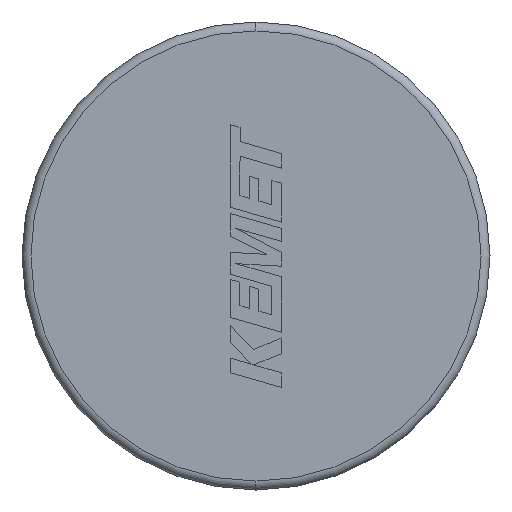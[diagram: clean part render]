
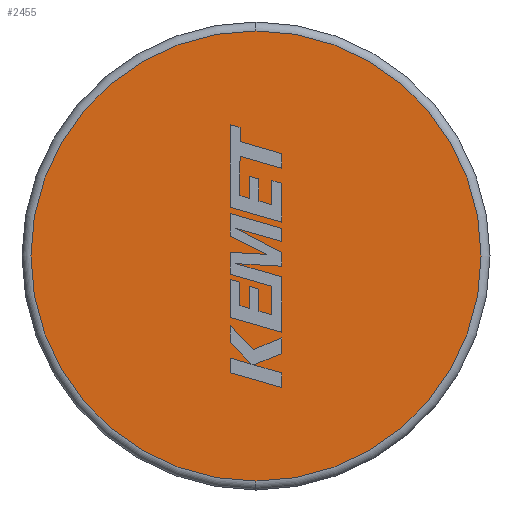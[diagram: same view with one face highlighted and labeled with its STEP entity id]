
A CAD part, left-side view. The second image highlights one B-rep face of the part: STEP entity #2455.
In plain terms, the highlighted planar face has unit normal (-1, 0, 0).
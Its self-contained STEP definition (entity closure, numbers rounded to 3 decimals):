
#169 = EDGE_LOOP ( 'NONE', ( #228, #2107 ) ) ;
#228 = ORIENTED_EDGE ( 'NONE', *, *, #1318, .T. ) ;
#229 = FACE_OUTER_BOUND ( 'NONE', #169, .T. ) ;
#243 = PLANE ( 'NONE',  #2223 ) ;
#284 = CIRCLE ( 'NONE', #1390, 5.05 ) ;
#506 = CARTESIAN_POINT ( 'NONE',  ( 0., 0., 0. ) ) ;
#669 = VERTEX_POINT ( 'NONE', #3234 ) ;
#783 = DIRECTION ( 'NONE',  ( -1., 0., 0. ) ) ;
#1045 = DIRECTION ( 'NONE',  ( 0., 0., -1. ) ) ;
#1223 = CIRCLE ( 'NONE', #2573, 5.05 ) ;
#1244 = DIRECTION ( 'NONE',  ( 0., 0., -1. ) ) ;
#1318 = EDGE_CURVE ( 'NONE', #669, #3309, #1223, .T. ) ;
#1390 = AXIS2_PLACEMENT_3D ( 'NONE', #506, #783, #3164 ) ;
#2075 = DIRECTION ( 'NONE',  ( 1., 0., 0. ) ) ;
#2107 = ORIENTED_EDGE ( 'NONE', *, *, #3140, .T. ) ;
#2125 = CARTESIAN_POINT ( 'NONE',  ( 0., 0., 0. ) ) ;
#2223 = AXIS2_PLACEMENT_3D ( 'NONE', #2125, #2075, #1045 ) ;
#2455 = ADVANCED_FACE ( 'NONE', ( #229 ), #243, .F. ) ;
#2573 = AXIS2_PLACEMENT_3D ( 'NONE', #2827, #3315, #1244 ) ;
#2827 = CARTESIAN_POINT ( 'NONE',  ( 0., 0., 0. ) ) ;
#3140 = EDGE_CURVE ( 'NONE', #3309, #669, #284, .T. ) ;
#3164 = DIRECTION ( 'NONE',  ( 0., 0., -1. ) ) ;
#3234 = CARTESIAN_POINT ( 'NONE',  ( 0., 0., -5.05 ) ) ;
#3291 = CARTESIAN_POINT ( 'NONE',  ( 0., 0., 5.05 ) ) ;
#3309 = VERTEX_POINT ( 'NONE', #3291 ) ;
#3315 = DIRECTION ( 'NONE',  ( -1., 0., 0. ) ) ;
